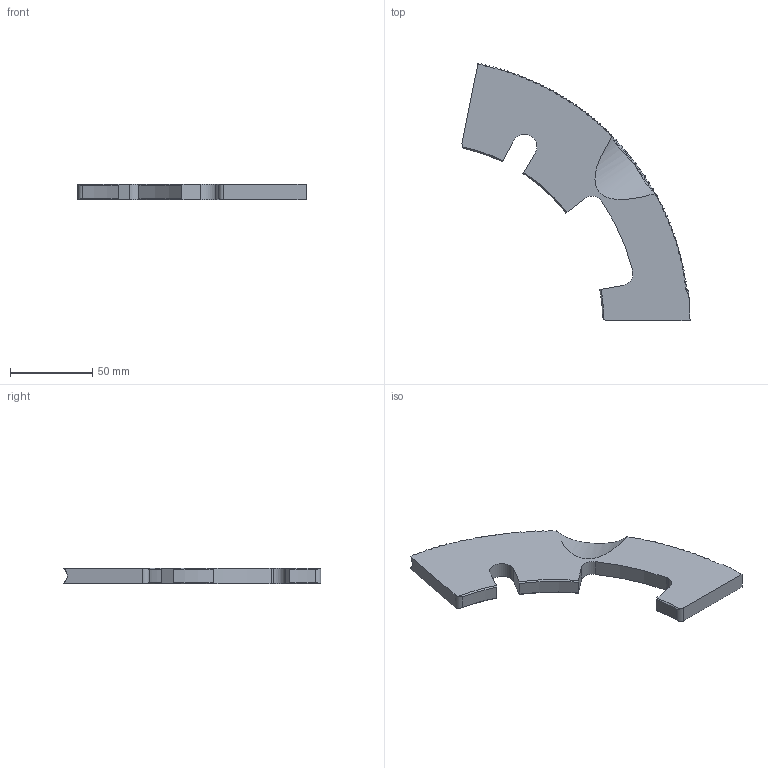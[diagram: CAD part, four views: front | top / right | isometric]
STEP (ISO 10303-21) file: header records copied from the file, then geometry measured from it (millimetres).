
FILE_DESCRIPTION (( 'STEP AP203' ), '1' );
FILE_NAME ('M35511-S.STEP', '2022-04-20T20:33:46', ( '' ), ( '' ), 'SwSTEP 2.0', 'SolidWorks 2020', '' );
FILE_SCHEMA (( 'CONFIG_CONTROL_DESIGN' ));
Length unit declared in the file: inch
Products named in the file (1): M35511-S
Bounding box: 138.68 x 156.62 x 9.49 mm (x, y, z)
Volume: 71231.3 mm3; surface area: 21197.8 mm2
Topology: 1 solids, 1 shells, 111 faces, 327 edges, 218 vertices
Faces by surface type: sphere 81, cylinder 13, plane 8, cone 6, torus 3
Entity records: 5221 total; most frequent: CARTESIAN_POINT 2182, ORIENTED_EDGE 654, DIRECTION 647, EDGE_CURVE 327, AXIS2_PLACEMENT_3D 307, VERTEX_POINT 218, CIRCLE 195, FACE_OUTER_BOUND 111
